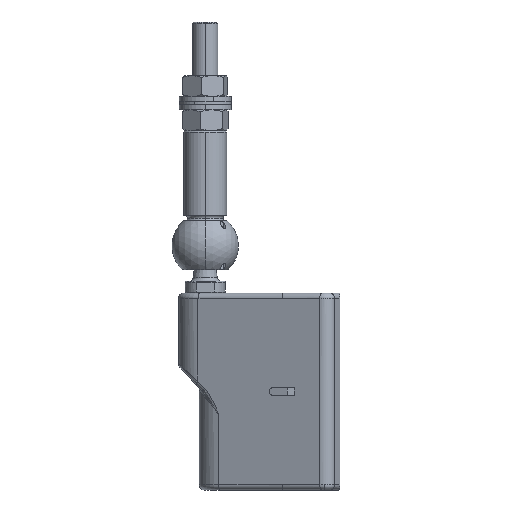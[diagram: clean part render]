
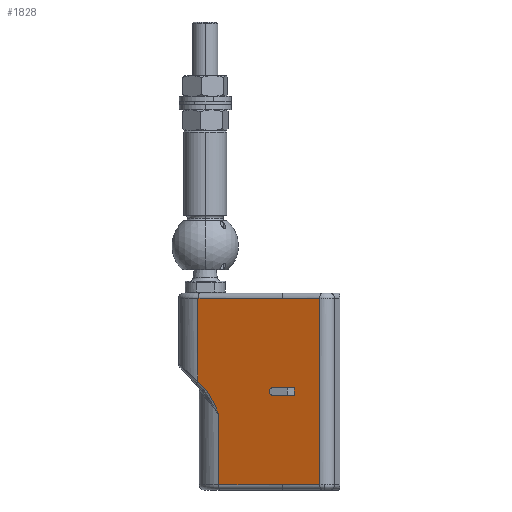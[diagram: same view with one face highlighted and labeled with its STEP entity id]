
A CAD part, left-side view. The second image highlights one B-rep face of the part: STEP entity #1828.
In plain terms, the highlighted planar face has unit normal (-0.927, 0.375, 0).
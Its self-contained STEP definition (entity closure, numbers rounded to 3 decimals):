
#62 = CARTESIAN_POINT ( 'NONE',  ( -31.71, -2.252, -19.75 ) ) ;
#111 = ORIENTED_EDGE ( 'NONE', *, *, #6635, .T. ) ;
#112 = CARTESIAN_POINT ( 'NONE',  ( -29.837, 2.384, -19.05 ) ) ;
#227 = VECTOR ( 'NONE', #615, 1000. ) ;
#312 = VERTEX_POINT ( 'NONE', #653 ) ;
#320 = ORIENTED_EDGE ( 'NONE', *, *, #7372, .T. ) ;
#340 = CARTESIAN_POINT ( 'NONE',  ( -33.695, -7.166, -1. ) ) ;
#409 = EDGE_CURVE ( 'NONE', #4819, #6568, #3556, .T. ) ;
#446 = VERTEX_POINT ( 'NONE', #6636 ) ;
#575 = EDGE_CURVE ( 'NONE', #6690, #1656, #4003, .T. ) ;
#598 = PLANE ( 'NONE',  #4559 ) ;
#615 = DIRECTION ( 'NONE',  ( -0.375, -0.927, 0. ) ) ;
#653 = CARTESIAN_POINT ( 'NONE',  ( -33.695, -7.166, -37. ) ) ;
#660 = LINE ( 'NONE', #2652, #6894 ) ;
#674 = VECTOR ( 'NONE', #8391, 1000. ) ;
#920 = DIRECTION ( 'NONE',  ( 0., 0., 1. ) ) ;
#1116 = CARTESIAN_POINT ( 'NONE',  ( -25.811, 12.348, -23.399 ) ) ;
#1147 = DIRECTION ( 'NONE',  ( -0.375, -0.927, 0. ) ) ;
#1149 = CARTESIAN_POINT ( 'NONE',  ( -24.195, 16.348, -1. ) ) ;
#1230 = AXIS2_PLACEMENT_3D ( 'NONE', #7936, #5898, #5164 ) ;
#1314 = VECTOR ( 'NONE', #4240, 1000. ) ;
#1407 = LINE ( 'NONE', #5755, #1993 ) ;
#1419 = CARTESIAN_POINT ( 'NONE',  ( -30.8, 0., -1. ) ) ;
#1438 = CARTESIAN_POINT ( 'NONE',  ( -30.099, 1.735, -18.95 ) ) ;
#1454 = VERTEX_POINT ( 'NONE', #2558 ) ;
#1496 = ORIENTED_EDGE ( 'NONE', *, *, #4424, .F. ) ;
#1656 = VERTEX_POINT ( 'NONE', #112 ) ;
#1675 = CARTESIAN_POINT ( 'NONE',  ( -30.099, 1.735, -19.75 ) ) ;
#1690 = VECTOR ( 'NONE', #9076, 1000. ) ;
#1698 = ORIENTED_EDGE ( 'NONE', *, *, #409, .F. ) ;
#1786 = CARTESIAN_POINT ( 'NONE',  ( -30.8, 0., -1. ) ) ;
#1798 = DIRECTION ( 'NONE',  ( 0., 0., 1. ) ) ;
#1827 = LINE ( 'NONE', #4001, #1690 ) ;
#1828 = ADVANCED_FACE ( 'NONE', ( #6054, #2633 ), #598, .T. ) ;
#1993 = VECTOR ( 'NONE', #7878, 1000. ) ;
#2130 = AXIS2_PLACEMENT_3D ( 'NONE', #1438, #7589, #4262 ) ;
#2294 = VECTOR ( 'NONE', #920, 1000. ) ;
#2406 = EDGE_CURVE ( 'NONE', #312, #6089, #6792, .T. ) ;
#2468 = CARTESIAN_POINT ( 'NONE',  ( -30.8, 0., -37. ) ) ;
#2558 = CARTESIAN_POINT ( 'NONE',  ( -24.195, 16.348, -16.968 ) ) ;
#2593 = CARTESIAN_POINT ( 'NONE',  ( -24.721, 15.046, -18.368 ) ) ;
#2597 = ORIENTED_EDGE ( 'NONE', *, *, #8591, .T. ) ;
#2633 = FACE_BOUND ( 'NONE', #8422, .T. ) ;
#2634 = DIRECTION ( 'NONE',  ( 0., 0., 1. ) ) ;
#2636 = CARTESIAN_POINT ( 'NONE',  ( -25.63, 12.797, -22.28 ) ) ;
#2652 = CARTESIAN_POINT ( 'NONE',  ( -30.8, 0., -1. ) ) ;
#2678 = CARTESIAN_POINT ( 'NONE',  ( -33.695, -7.166, -76.525 ) ) ;
#2775 = EDGE_CURVE ( 'NONE', #1454, #5661, #2995, .T. ) ;
#2777 = VERTEX_POINT ( 'NONE', #6593 ) ;
#2882 = EDGE_CURVE ( 'NONE', #3321, #4819, #8346, .T. ) ;
#2995 = LINE ( 'NONE', #6552, #7874 ) ;
#3004 = EDGE_CURVE ( 'NONE', #1656, #3321, #3738, .T. ) ;
#3011 = ORIENTED_EDGE ( 'NONE', *, *, #4525, .T. ) ;
#3110 = CARTESIAN_POINT ( 'NONE',  ( -25.811, 12.348, -37. ) ) ;
#3236 = CARTESIAN_POINT ( 'NONE',  ( -30.8, 0., -37. ) ) ;
#3321 = VERTEX_POINT ( 'NONE', #1675 ) ;
#3330 = VERTEX_POINT ( 'NONE', #3110 ) ;
#3381 = B_SPLINE_CURVE_WITH_KNOTS ( 'NONE', 3,
 ( #2593, #8912, #6057, #4065, #6834, #3879, #8956, #2636, #4615, #5453, #8274, #1116 ),
 .UNSPECIFIED., .F., .F.,
 ( 4, 2, 2, 2, 2, 4 ),
 ( 0., 0.001, 0.003, 0.004, 0.005, 0.006 ),
 .UNSPECIFIED. ) ;
#3556 = LINE ( 'NONE', #62, #2294 ) ;
#3561 = EDGE_CURVE ( 'NONE', #3330, #4690, #6245, .T. ) ;
#3632 = EDGE_CURVE ( 'NONE', #446, #6690, #8618, .T. ) ;
#3738 = CIRCLE ( 'NONE', #1230, 0.7 ) ;
#3752 = ORIENTED_EDGE ( 'NONE', *, *, #2882, .F. ) ;
#3879 = CARTESIAN_POINT ( 'NONE',  ( -25.436, 13.277, -21.176 ) ) ;
#3978 = LINE ( 'NONE', #3236, #5168 ) ;
#4001 = CARTESIAN_POINT ( 'NONE',  ( -30.099, 1.735, -18.25 ) ) ;
#4003 = LINE ( 'NONE', #6818, #674 ) ;
#4033 = CARTESIAN_POINT ( 'NONE',  ( -31.71, -2.252, -19.75 ) ) ;
#4065 = CARTESIAN_POINT ( 'NONE',  ( -25.17, 13.935, -19.895 ) ) ;
#4161 = EDGE_LOOP ( 'NONE', ( #2597, #111, #3011, #5002, #320, #5455, #5631, #6514, #8909 ) ) ;
#4240 = DIRECTION ( 'NONE',  ( 0.375, 0.927, 0. ) ) ;
#4262 = DIRECTION ( 'NONE',  ( -0.375, -0.927, 0. ) ) ;
#4344 = VERTEX_POINT ( 'NONE', #1786 ) ;
#4424 = EDGE_CURVE ( 'NONE', #6568, #446, #1827, .T. ) ;
#4525 = EDGE_CURVE ( 'NONE', #8949, #1454, #1407, .T. ) ;
#4559 = AXIS2_PLACEMENT_3D ( 'NONE', #6830, #5405, #1798 ) ;
#4615 = CARTESIAN_POINT ( 'NONE',  ( -25.667, 12.705, -22.503 ) ) ;
#4690 = VERTEX_POINT ( 'NONE', #2468 ) ;
#4754 = DIRECTION ( 'NONE',  ( -0.375, -0.927, 0. ) ) ;
#4819 = VERTEX_POINT ( 'NONE', #4033 ) ;
#5002 = ORIENTED_EDGE ( 'NONE', *, *, #2775, .T. ) ;
#5164 = DIRECTION ( 'NONE',  ( 0.375, 0.927, 0. ) ) ;
#5168 = VECTOR ( 'NONE', #4754, 1000. ) ;
#5315 = VECTOR ( 'NONE', #7120, 1000. ) ;
#5405 = DIRECTION ( 'NONE',  ( -0.927, 0.375, 0. ) ) ;
#5453 = CARTESIAN_POINT ( 'NONE',  ( -25.74, 12.524, -22.95 ) ) ;
#5455 = ORIENTED_EDGE ( 'NONE', *, *, #7150, .T. ) ;
#5503 = VECTOR ( 'NONE', #1147, 1000. ) ;
#5504 = CARTESIAN_POINT ( 'NONE',  ( -30.8, 0., -37. ) ) ;
#5631 = ORIENTED_EDGE ( 'NONE', *, *, #3561, .T. ) ;
#5661 = VERTEX_POINT ( 'NONE', #6414 ) ;
#5755 = CARTESIAN_POINT ( 'NONE',  ( -24.195, 16.348, -38. ) ) ;
#5898 = DIRECTION ( 'NONE',  ( -0.927, 0.375, 0. ) ) ;
#6002 = CARTESIAN_POINT ( 'NONE',  ( -31.71, -2.252, -18.25 ) ) ;
#6054 = FACE_OUTER_BOUND ( 'NONE', #4161, .T. ) ;
#6057 = CARTESIAN_POINT ( 'NONE',  ( -24.964, 14.444, -19.095 ) ) ;
#6089 = VERTEX_POINT ( 'NONE', #340 ) ;
#6243 = CARTESIAN_POINT ( 'NONE',  ( -25.811, 12.348, -38. ) ) ;
#6245 = LINE ( 'NONE', #5504, #227 ) ;
#6295 = LINE ( 'NONE', #6243, #5315 ) ;
#6369 = CARTESIAN_POINT ( 'NONE',  ( -29.837, 2.384, -18.95 ) ) ;
#6414 = CARTESIAN_POINT ( 'NONE',  ( -24.721, 15.046, -18.368 ) ) ;
#6514 = ORIENTED_EDGE ( 'NONE', *, *, #7345, .T. ) ;
#6552 = CARTESIAN_POINT ( 'NONE',  ( -31.448, -1.603, -36.265 ) ) ;
#6568 = VERTEX_POINT ( 'NONE', #6002 ) ;
#6593 = CARTESIAN_POINT ( 'NONE',  ( -25.811, 12.348, -23.399 ) ) ;
#6635 = EDGE_CURVE ( 'NONE', #4344, #8949, #8490, .T. ) ;
#6636 = CARTESIAN_POINT ( 'NONE',  ( -30.099, 1.735, -18.25 ) ) ;
#6690 = VERTEX_POINT ( 'NONE', #6369 ) ;
#6792 = LINE ( 'NONE', #2678, #7138 ) ;
#6818 = CARTESIAN_POINT ( 'NONE',  ( -29.837, 2.384, -19.05 ) ) ;
#6830 = CARTESIAN_POINT ( 'NONE',  ( -30.8, 0., -38. ) ) ;
#6834 = CARTESIAN_POINT ( 'NONE',  ( -25.263, 13.705, -20.315 ) ) ;
#6894 = VECTOR ( 'NONE', #6983, 1000. ) ;
#6983 = DIRECTION ( 'NONE',  ( 0.375, 0.927, 0. ) ) ;
#7120 = DIRECTION ( 'NONE',  ( 0., 0., -1. ) ) ;
#7138 = VECTOR ( 'NONE', #2634, 1000. ) ;
#7150 = EDGE_CURVE ( 'NONE', #2777, #3330, #6295, .T. ) ;
#7345 = EDGE_CURVE ( 'NONE', #4690, #312, #3978, .T. ) ;
#7372 = EDGE_CURVE ( 'NONE', #5661, #2777, #3381, .T. ) ;
#7481 = CARTESIAN_POINT ( 'NONE',  ( -30.099, 1.735, -19.75 ) ) ;
#7589 = DIRECTION ( 'NONE',  ( -0.927, 0.375, 0. ) ) ;
#7874 = VECTOR ( 'NONE', #8130, 1000. ) ;
#7878 = DIRECTION ( 'NONE',  ( 0., 0., -1. ) ) ;
#7936 = CARTESIAN_POINT ( 'NONE',  ( -30.099, 1.735, -19.05 ) ) ;
#8130 = DIRECTION ( 'NONE',  ( -0.265, -0.657, -0.706 ) ) ;
#8274 = CARTESIAN_POINT ( 'NONE',  ( -25.776, 12.435, -23.176 ) ) ;
#8320 = ORIENTED_EDGE ( 'NONE', *, *, #575, .F. ) ;
#8346 = LINE ( 'NONE', #7481, #5503 ) ;
#8391 = DIRECTION ( 'NONE',  ( 0., 0., -1. ) ) ;
#8422 = EDGE_LOOP ( 'NONE', ( #1496, #1698, #3752, #8742, #8320, #8664 ) ) ;
#8490 = LINE ( 'NONE', #1419, #1314 ) ;
#8591 = EDGE_CURVE ( 'NONE', #6089, #4344, #660, .T. ) ;
#8618 = CIRCLE ( 'NONE', #2130, 0.7 ) ;
#8664 = ORIENTED_EDGE ( 'NONE', *, *, #3632, .F. ) ;
#8742 = ORIENTED_EDGE ( 'NONE', *, *, #3004, .F. ) ;
#8909 = ORIENTED_EDGE ( 'NONE', *, *, #2406, .T. ) ;
#8912 = CARTESIAN_POINT ( 'NONE',  ( -24.851, 14.723, -18.715 ) ) ;
#8949 = VERTEX_POINT ( 'NONE', #1149 ) ;
#8956 = CARTESIAN_POINT ( 'NONE',  ( -25.515, 13.08, -21.614 ) ) ;
#9076 = DIRECTION ( 'NONE',  ( 0.375, 0.927, 0. ) ) ;
